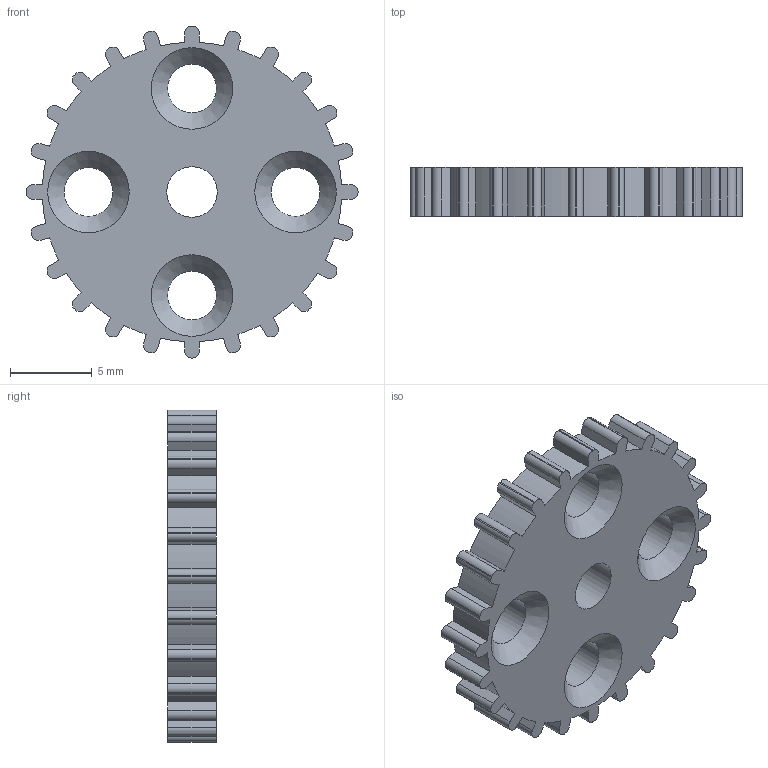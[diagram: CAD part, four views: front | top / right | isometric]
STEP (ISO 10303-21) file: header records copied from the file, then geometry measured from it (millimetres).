
FILE_DESCRIPTION(/* description */ ('STEP AP242','CAx-IF Rec.Pracs.---Representation and Presentation of Product Manufacturing Information (PMI)---4.0---2014-10-13','CAx-IF Rec.Pracs.---3D Tessellated Geometry---0.4---2014-09-14','2;1'),/* implementation_level */ '2;1');
FILE_NAME(/* name */ '3D_PRINT DC_Gear',/* time_stamp */ '2023-09-05T20:40:53Z',/* author */ (''),/* organization */ (''),/* preprocessor_version */ 'ST-DEVELOPER v19.4',/* originating_system */ ' ',/* authorisation */ ' ');
FILE_SCHEMA (('AP242_MANAGED_MODEL_BASED_3D_ENGINEERING_MIM_LF { 1 0 10303 442 1 1 4 }'));
Length unit declared in the file: metre
Products named in the file (1): 3D PRINT gear
Bounding box: 20.36 x 3 x 20.36 mm (x, y, z)
Volume: 722.9 mm3; surface area: 916.3 mm2
Topology: 1 solids, 1 shells, 155 faces, 455 edges, 302 vertices
Faces by surface type: cylinder 77, plane 74, cone 4
Full cylindrical faces by diameter (mm): 3 x4, 3.1 x1
Entity records: 5192 total; most frequent: DIRECTION 916, CARTESIAN_POINT 904, ORIENTED_EDGE 892, EDGE_CURVE 446, AXIS2_PLACEMENT_3D 314, VERTEX_POINT 302, LINE 288, VECTOR 288
